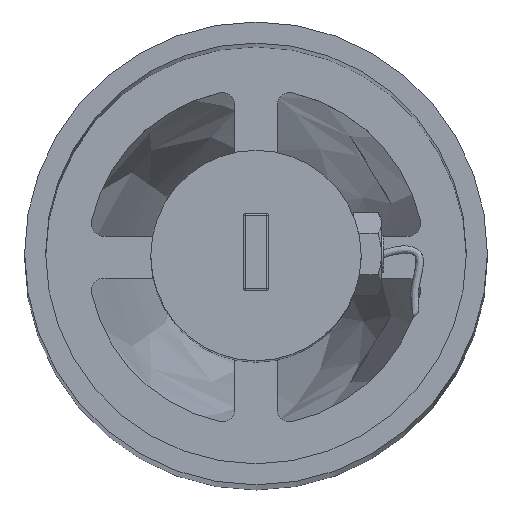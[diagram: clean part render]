
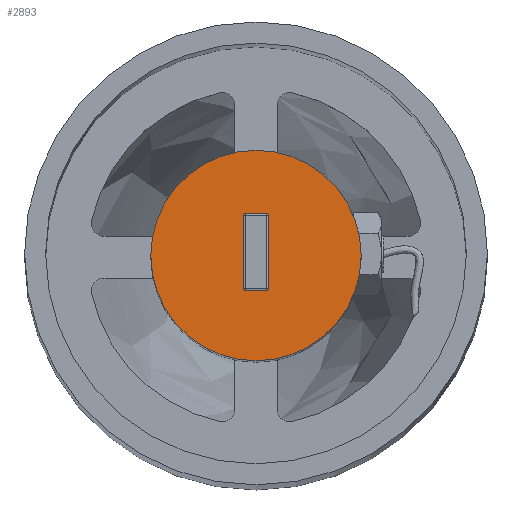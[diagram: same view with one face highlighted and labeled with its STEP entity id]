
A CAD part, top view. The second image highlights one B-rep face of the part: STEP entity #2893.
In plain terms, the highlighted face is planar.
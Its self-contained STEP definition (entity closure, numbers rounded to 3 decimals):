
#212=LINE('',#5247,#367);
#213=LINE('',#5249,#368);
#214=LINE('',#5252,#369);
#215=LINE('',#5254,#370);
#367=VECTOR('',#3843,10.);
#368=VECTOR('',#3846,10.);
#369=VECTOR('',#3851,10.);
#370=VECTOR('',#3854,10.);
#572=FACE_BOUND('',#1019,.T.);
#677=CIRCLE('',#3241,0.5);
#681=CIRCLE('',#3247,0.5);
#685=CIRCLE('',#3254,0.5);
#689=CIRCLE('',#3260,0.5);
#691=CIRCLE('',#3272,25.);
#812=FACE_OUTER_BOUND('',#1018,.T.);
#1018=EDGE_LOOP('',(#2287));
#1019=EDGE_LOOP('',(#2288,#2289,#2290,#2291,#2292,#2293,#2294,#2295));
#1331=VERTEX_POINT('',#5190);
#1332=VERTEX_POINT('',#5191);
#1336=VERTEX_POINT('',#5203);
#1337=VERTEX_POINT('',#5204);
#1341=VERTEX_POINT('',#5219);
#1342=VERTEX_POINT('',#5220);
#1346=VERTEX_POINT('',#5232);
#1347=VERTEX_POINT('',#5233);
#1349=VERTEX_POINT('',#5259);
#1655=EDGE_CURVE('',#1331,#1332,#677,.F.);
#1661=EDGE_CURVE('',#1336,#1337,#681,.F.);
#1669=EDGE_CURVE('',#1341,#1342,#685,.F.);
#1675=EDGE_CURVE('',#1346,#1347,#689,.F.);
#1684=EDGE_CURVE('',#1331,#1337,#212,.T.);
#1685=EDGE_CURVE('',#1336,#1347,#213,.T.);
#1686=EDGE_CURVE('',#1346,#1342,#214,.T.);
#1687=EDGE_CURVE('',#1341,#1332,#215,.T.);
#1689=EDGE_CURVE('',#1349,#1349,#691,.T.);
#2287=ORIENTED_EDGE('',*,*,#1689,.T.);
#2288=ORIENTED_EDGE('',*,*,#1685,.T.);
#2289=ORIENTED_EDGE('',*,*,#1675,.F.);
#2290=ORIENTED_EDGE('',*,*,#1686,.T.);
#2291=ORIENTED_EDGE('',*,*,#1669,.F.);
#2292=ORIENTED_EDGE('',*,*,#1687,.T.);
#2293=ORIENTED_EDGE('',*,*,#1655,.F.);
#2294=ORIENTED_EDGE('',*,*,#1684,.T.);
#2295=ORIENTED_EDGE('',*,*,#1661,.F.);
#2778=PLANE('',#3271);
#2893=ADVANCED_FACE('',(#812,#572),#2778,.T.);
#3241=AXIS2_PLACEMENT_3D('',#5192,#3779,#3780);
#3247=AXIS2_PLACEMENT_3D('',#5205,#3793,#3794);
#3254=AXIS2_PLACEMENT_3D('',#5221,#3811,#3812);
#3260=AXIS2_PLACEMENT_3D('',#5234,#3825,#3826);
#3271=AXIS2_PLACEMENT_3D('',#5258,#3859,#3860);
#3272=AXIS2_PLACEMENT_3D('',#5260,#3861,#3862);
#3779=DIRECTION('center_axis',(0.,0.,1.));
#3780=DIRECTION('ref_axis',(-0.707,-0.707,0.));
#3793=DIRECTION('center_axis',(0.,0.,1.));
#3794=DIRECTION('ref_axis',(0.707,-0.707,0.));
#3811=DIRECTION('center_axis',(0.,0.,1.));
#3812=DIRECTION('ref_axis',(-0.707,0.707,0.));
#3825=DIRECTION('center_axis',(0.,0.,1.));
#3826=DIRECTION('ref_axis',(0.707,0.707,0.));
#3843=DIRECTION('',(1.,0.,0.));
#3846=DIRECTION('',(0.,1.,0.));
#3851=DIRECTION('',(-1.,0.,0.));
#3854=DIRECTION('',(0.,-1.,0.));
#3859=DIRECTION('center_axis',(0.,0.,-1.));
#3860=DIRECTION('ref_axis',(-1.,0.,0.));
#3861=DIRECTION('center_axis',(0.,0.,-1.));
#3862=DIRECTION('ref_axis',(-1.,0.,0.));
#5190=CARTESIAN_POINT('',(-2.5,-10.,-5.));
#5191=CARTESIAN_POINT('',(-3.,-9.5,-5.));
#5192=CARTESIAN_POINT('Origin',(-2.5,-9.5,-5.));
#5203=CARTESIAN_POINT('',(3.,-9.5,-5.));
#5204=CARTESIAN_POINT('',(2.5,-10.,-5.));
#5205=CARTESIAN_POINT('Origin',(2.5,-9.5,-5.));
#5219=CARTESIAN_POINT('',(-3.,7.896,-5.));
#5220=CARTESIAN_POINT('',(-2.5,8.396,-5.));
#5221=CARTESIAN_POINT('Origin',(-2.5,7.896,-5.));
#5232=CARTESIAN_POINT('',(2.5,8.396,-5.));
#5233=CARTESIAN_POINT('',(3.,7.896,-5.));
#5234=CARTESIAN_POINT('Origin',(2.5,7.896,-5.));
#5247=CARTESIAN_POINT('',(1.5,-10.,-5.));
#5249=CARTESIAN_POINT('',(3.,4.198,-5.));
#5252=CARTESIAN_POINT('',(-1.5,8.396,-5.));
#5254=CARTESIAN_POINT('',(-3.,-5.,-5.));
#5258=CARTESIAN_POINT('Origin',(0.,0.,-5.));
#5259=CARTESIAN_POINT('',(-25.,0.,-5.));
#5260=CARTESIAN_POINT('Origin',(0.,0.,-5.));
